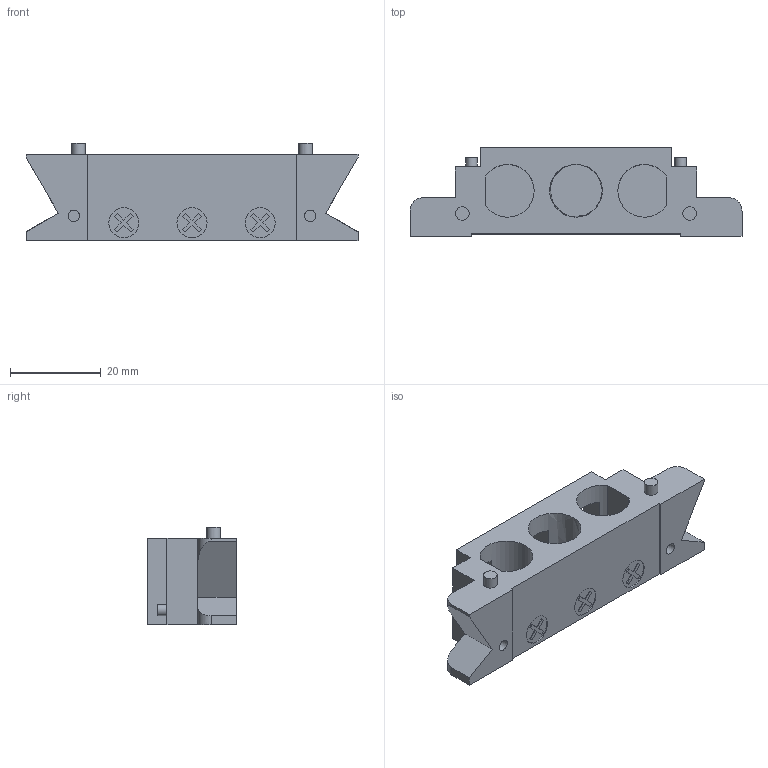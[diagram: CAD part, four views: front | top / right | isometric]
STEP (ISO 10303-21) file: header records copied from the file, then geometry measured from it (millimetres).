
FILE_DESCRIPTION((''),'2;1');
FILE_NAME('2430_06.stp','2006-01-04T09:07:42',('rivolro1'),(''),'Autodesk Inventor 10','Autodesk Inventor 10','');
FILE_SCHEMA(('AUTOMOTIVE_DESIGN { 1 0 10303 214 1 1 1 1 }'));
Length unit declared in the file: millimetre
Products named in the file (1): 2430_06
Bounding box: 73 x 19.5 x 21.5 mm (x, y, z)
Volume: 14257.6 mm3; surface area: 8060.5 mm2
Topology: 1 solids, 1 shells, 113 faces, 276 edges, 184 vertices
Faces by surface type: plane 74, cylinder 25, bspline 14
Full cylindrical faces by diameter (mm): 2.5 x2, 3 x2, 6.6 x3
Entity records: 3376 total; most frequent: CARTESIAN_POINT 700, DIRECTION 532, ORIENTED_EDGE 524, EDGE_CURVE 262, VECTOR 192, LINE 192, VERTEX_POINT 184, AXIS2_PLACEMENT_3D 170
